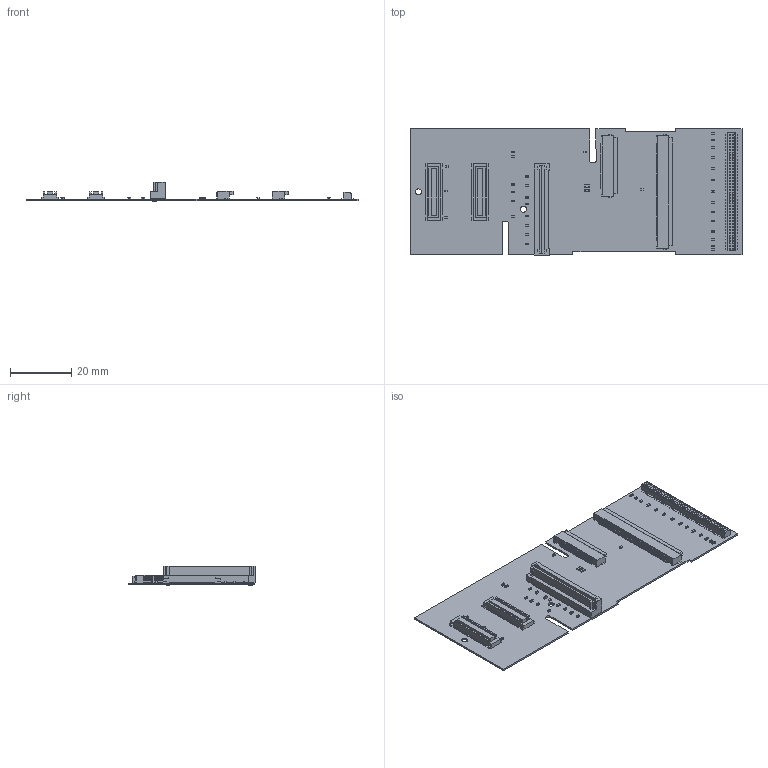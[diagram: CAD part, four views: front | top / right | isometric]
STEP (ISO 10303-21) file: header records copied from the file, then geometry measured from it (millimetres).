
FILE_DESCRIPTION(('Open CASCADE Model'),'2;1');
FILE_NAME('Open CASCADE Shape Model','2015-11-24T15:22:00',('Author'),( 'Open CASCADE'),'Open CASCADE STEP processor 6.5','Open CASCADE 6.5' ,'Unknown');
FILE_SCHEMA(('AUTOMOTIVE_DESIGN { 1 0 10303 214 1 1 1 1 }'));
Length unit declared in the file: millimetre
Products named in the file (50): PCB; BoardAB_L3&L4_v1.1.3; C14AB_L3&L4_v1.1.3; 0402-C; C29AB_L3&L4_v1.1.3; C10AB_L3&L4_v1.1.3; C23AB_L3&L4_v1.1.3; C17AB_L3&L4_v1.1.3; C4AB_L3&L4_v1.1.3; C15AB_L3&L4_v1.1.3; C19AB_L3&L4_v1.1.3; C13AB_L3&L4_v1.1.3; C12AB_L3&L4_v1.1.3; C11AB_L3&L4_v1.1.3; C6AB_L3&L4_v1.1.3; C18AB_L3&L4_v1.1.3; C16AB_L3&L4_v1.1.3; C5AB_L3&L4_v1.1.3; C8AB_L3&L4_v1.1.3; C7AB_L3&L4_v1.1.3; C3AB_L3&L4_v1.1.3; C9AB_L3&L4_v1.1.3; C2AB_L3&L4_v1.1.3; C1AB_L3&L4_v1.1.3; C32AB_L3&L4_v1.1.3; C31AB_L3&L4_v1.1.3; C30AB_L3&L4_v1.1.3; C28AB_L3&L4_v1.1.3; C27AB_L3&L4_v1.1.3; C33AB_L3&L4_v1.1.3; C26AB_L3&L4_v1.1.3; C25AB_L3&L4_v1.1.3; C24AB_L3&L4_v1.1.3; C22AB_L3&L4_v1.1.3; C21AB_L3&L4_v1.1.3; C20AB_L3&L4_v1.1.3; CON3AB_L3&L4_v1.1.3; Molex_502790-3091-simplified; CON2AB_L3&L4_v1.1.3; Molex_502790-6491-simplified ...
Assembly tree (83 placements, depth 3):
  PCB
    BoardAB_L3&L4_v1.1.3
    C14AB_L3&L4_v1.1.3
      0402-C
    C29AB_L3&L4_v1.1.3
      0402-C
    C10AB_L3&L4_v1.1.3
      0402-C
    C23AB_L3&L4_v1.1.3
      0402-C
    C17AB_L3&L4_v1.1.3
      0402-C
    C4AB_L3&L4_v1.1.3
      0402-C
    C15AB_L3&L4_v1.1.3
      0402-C
    C19AB_L3&L4_v1.1.3
      0402-C
    C13AB_L3&L4_v1.1.3
      0402-C
    C12AB_L3&L4_v1.1.3
      0402-C
    C11AB_L3&L4_v1.1.3
      0402-C
    C6AB_L3&L4_v1.1.3
      0402-C
    C18AB_L3&L4_v1.1.3
      0402-C
    C16AB_L3&L4_v1.1.3
      0402-C
    C5AB_L3&L4_v1.1.3
      0402-C
    C8AB_L3&L4_v1.1.3
      0402-C
    C7AB_L3&L4_v1.1.3
      0402-C
    C3AB_L3&L4_v1.1.3
      0402-C
    C9AB_L3&L4_v1.1.3
      0402-C
    C2AB_L3&L4_v1.1.3
      0402-C
    C1AB_L3&L4_v1.1.3
      0402-C
    C32AB_L3&L4_v1.1.3
      0402-C
    C31AB_L3&L4_v1.1.3
      0402-C
    C30AB_L3&L4_v1.1.3
      0402-C
    C28AB_L3&L4_v1.1.3
      0402-C
    C27AB_L3&L4_v1.1.3
      0402-C
    C33AB_L3&L4_v1.1.3
      0402-C
    C26AB_L3&L4_v1.1.3
      0402-C
    C25AB_L3&L4_v1.1.3
      0402-C
Bounding box: 108 x 41.05 x 6.3 mm (x, y, z)
Volume: 3957.8 mm3; surface area: 12729.9 mm2
Topology: 42 solids, 42 shells, 3685 faces, 9832 edges, 6040 vertices
Faces by surface type: plane 2679, cylinder 741, sphere 264, bspline 1
Full cylindrical faces by diameter (mm): 0.5 x76, 1.32 x1, 1.5 x2, 2 x2
Entity records: 138501 total; most frequent: CARTESIAN_POINT 24173, DIRECTION 20791, LINE 16276, VECTOR 16276, ORIENTED_EDGE 11180, PCURVE 11180, DEFINITIONAL_REPRESENTATION 11180, EDGE_CURVE 5590
